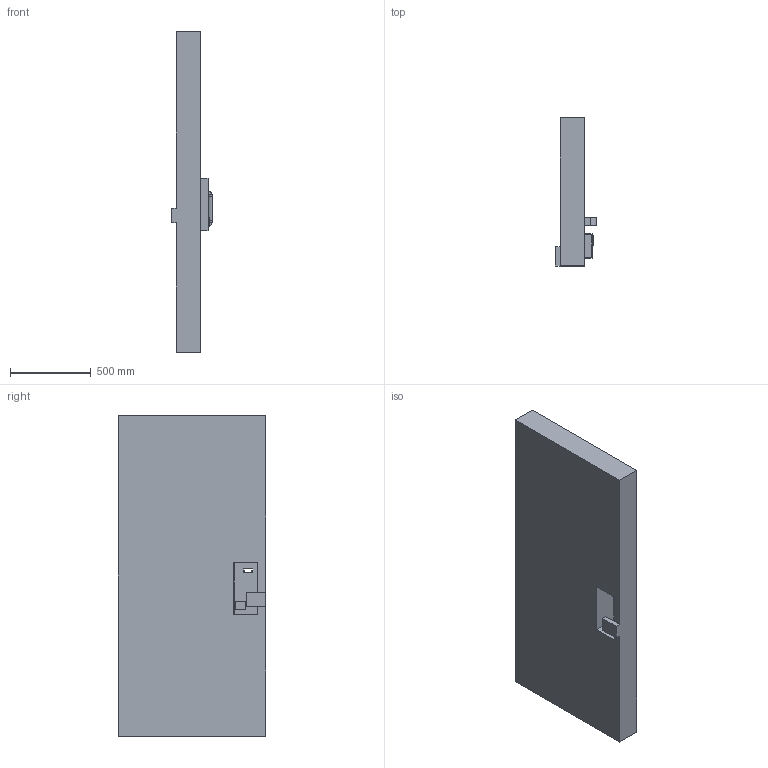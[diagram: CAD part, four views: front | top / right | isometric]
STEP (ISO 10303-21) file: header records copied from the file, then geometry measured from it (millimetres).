
FILE_DESCRIPTION(/* description */ (''),/* implementation_level */ '2;1');
FILE_NAME(/* name */ 'Door.step',/* time_stamp */ '2026-01-19T22:16:35+05:30',/* author */ (''),/* organization */ (''),/* preprocessor_version */ 'ST-DEVELOPER v20.1',/* originating_system */ 'Autodesk Translation Framework v14.21.0.0',/* authorisation */ '');
FILE_SCHEMA (('AUTOMOTIVE_DESIGN { 1 0 10303 214 3 1 1 }'));
Length unit declared in the file: millimetre
Products named in the file (5): Door; Camera; Acrylic; Keypad; Chassis
Assembly tree (4 placements, depth 3):
  Door
    Camera
      Acrylic
    Keypad
    Chassis
Bounding box: 255 x 914 x 1980 mm (x, y, z)
Volume: 265200519 mm3; surface area: 4793750.4 mm2
Topology: 5 solids, 5 shells, 86 faces, 220 edges, 144 vertices
Faces by surface type: plane 78, cylinder 4, bspline 4
Entity records: 2831 total; most frequent: CARTESIAN_POINT 617, ORIENTED_EDGE 440, DIRECTION 404, EDGE_CURVE 220, LINE 198, VECTOR 198, VERTEX_POINT 144, AXIS2_PLACEMENT_3D 103
